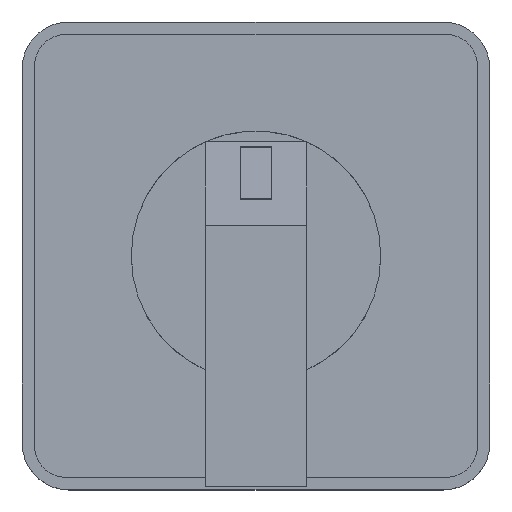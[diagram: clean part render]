
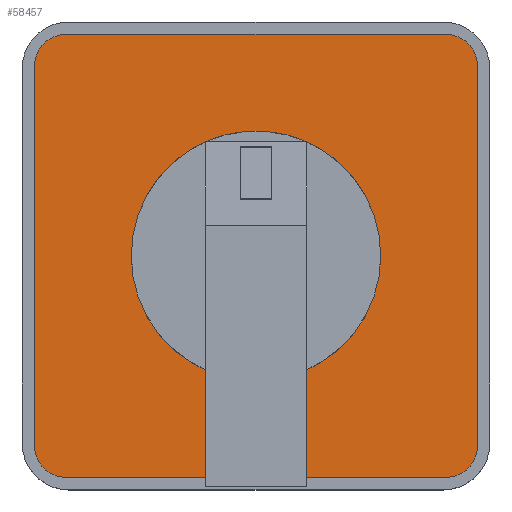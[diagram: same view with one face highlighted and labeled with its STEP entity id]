
A CAD part, top view. The second image highlights one B-rep face of the part: STEP entity #58457.
In plain terms, the highlighted planar face has unit normal (0, 0, 1).
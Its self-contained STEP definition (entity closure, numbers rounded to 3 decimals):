
#58238=CARTESIAN_POINT('',(2.,26.4,0.7));
#58239=DIRECTION('',(0.,0.,1.));
#58240=DIRECTION('',(0.,1.,0.));
#58241=AXIS2_PLACEMENT_3D('',#58238,#58239,#58240);
#58243=DIRECTION('',(-1.,0.,0.));
#58244=VECTOR('',#58243,24.4);
#58245=CARTESIAN_POINT('',(26.4,28.4,0.7));
#58246=LINE('',#58245,#58244);
#58247=CARTESIAN_POINT('',(26.4,26.4,0.7));
#58248=DIRECTION('',(0.,0.,1.));
#58249=DIRECTION('',(1.,0.,0.));
#58250=AXIS2_PLACEMENT_3D('',#58247,#58248,#58249);
#58252=DIRECTION('',(0.,1.,0.));
#58253=VECTOR('',#58252,24.4);
#58254=CARTESIAN_POINT('',(28.4,2.,0.7));
#58255=LINE('',#58254,#58253);
#58256=CARTESIAN_POINT('',(26.4,2.,0.7));
#58257=DIRECTION('',(0.,0.,1.));
#58258=DIRECTION('',(0.,-1.,0.));
#58259=AXIS2_PLACEMENT_3D('',#58256,#58257,#58258);
#58261=DIRECTION('',(1.,0.,0.));
#58262=VECTOR('',#58261,24.4);
#58263=CARTESIAN_POINT('',(2.,0.,0.7));
#58264=LINE('',#58263,#58262);
#58265=CARTESIAN_POINT('',(2.,2.,0.7));
#58266=DIRECTION('',(0.,0.,1.));
#58267=DIRECTION('',(-1.,0.,0.));
#58268=AXIS2_PLACEMENT_3D('',#58265,#58266,#58267);
#58270=DIRECTION('',(0.,-1.,0.));
#58271=VECTOR('',#58270,24.4);
#58272=CARTESIAN_POINT('',(0.,26.4,0.7));
#58273=LINE('',#58272,#58271);
#58278=CARTESIAN_POINT('',(2.,28.4,0.7));
#58279=VERTEX_POINT('',#58278);
#58280=CARTESIAN_POINT('',(0.,26.4,0.7));
#58281=VERTEX_POINT('',#58280);
#58286=CARTESIAN_POINT('',(28.4,26.4,0.7));
#58287=VERTEX_POINT('',#58286);
#58288=CARTESIAN_POINT('',(26.4,28.4,0.7));
#58289=VERTEX_POINT('',#58288);
#58294=CARTESIAN_POINT('',(26.4,0.,0.7));
#58295=VERTEX_POINT('',#58294);
#58296=CARTESIAN_POINT('',(28.4,2.,0.7));
#58297=VERTEX_POINT('',#58296);
#58302=CARTESIAN_POINT('',(0.,2.,0.7));
#58303=VERTEX_POINT('',#58302);
#58304=CARTESIAN_POINT('',(2.,0.,0.7));
#58305=VERTEX_POINT('',#58304);
#58442=CARTESIAN_POINT('',(0.,0.,0.7));
#58443=DIRECTION('',(0.,0.,1.));
#58444=DIRECTION('',(1.,0.,0.));
#58445=AXIS2_PLACEMENT_3D('',#58442,#58443,#58444);
#58446=PLANE('',#58445);
#58447=ORIENTED_EDGE('',*,*,#58338,.F.);
#58448=ORIENTED_EDGE('',*,*,#58354,.F.);
#58449=ORIENTED_EDGE('',*,*,#58367,.F.);
#58450=ORIENTED_EDGE('',*,*,#58382,.F.);
#58451=ORIENTED_EDGE('',*,*,#58395,.F.);
#58452=ORIENTED_EDGE('',*,*,#58410,.F.);
#58453=ORIENTED_EDGE('',*,*,#58423,.F.);
#58454=ORIENTED_EDGE('',*,*,#58435,.F.);
#58455=EDGE_LOOP('',(#58447,#58448,#58449,#58450,#58451,#58452,#58453,#58454));
#58456=FACE_OUTER_BOUND('',#58455,.F.);
#58242=CIRCLE('',#58241,2.);
#58251=CIRCLE('',#58250,2.);
#58260=CIRCLE('',#58259,2.);
#58269=CIRCLE('',#58268,2.);
#58338=EDGE_CURVE('',#58279,#58281,#58242,.T.);
#58354=EDGE_CURVE('',#58289,#58279,#58246,.T.);
#58367=EDGE_CURVE('',#58287,#58289,#58251,.T.);
#58382=EDGE_CURVE('',#58297,#58287,#58255,.T.);
#58395=EDGE_CURVE('',#58295,#58297,#58260,.T.);
#58410=EDGE_CURVE('',#58305,#58295,#58264,.T.);
#58423=EDGE_CURVE('',#58303,#58305,#58269,.T.);
#58435=EDGE_CURVE('',#58281,#58303,#58273,.T.);
#58457=ADVANCED_FACE('',(#58456),#58446,.T.);
